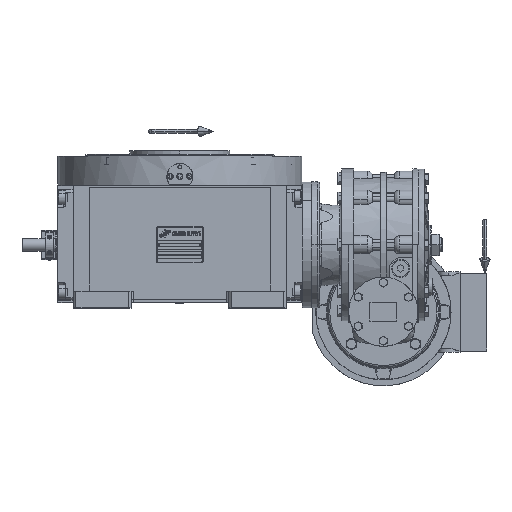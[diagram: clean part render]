
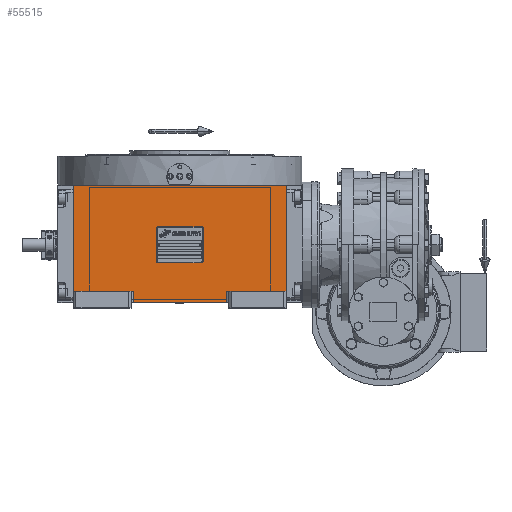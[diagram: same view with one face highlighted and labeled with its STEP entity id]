
A CAD part, top view. The second image highlights one B-rep face of the part: STEP entity #55515.
In plain terms, the highlighted planar face has unit normal (0, 0, 1).
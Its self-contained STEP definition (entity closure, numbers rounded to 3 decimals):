
#5204 = CARTESIAN_POINT ( 'NONE',  ( -135., -59., 226. ) ) ;
#9385 = DIRECTION ( 'NONE',  ( 0., -1., 0. ) ) ;
#9605 = EDGE_CURVE ( 'NONE', #111686, #72539, #110184, .T. ) ;
#10125 = EDGE_LOOP ( 'NONE', ( #74477, #65107, #125623, #103332, #107199, #46153, #17202, #130262 ) ) ;
#12570 = CARTESIAN_POINT ( 'NONE',  ( -135., 75., 226. ) ) ;
#13148 = LINE ( 'NONE', #73630, #101086 ) ;
#17202 = ORIENTED_EDGE ( 'NONE', *, *, #74684, .T. ) ;
#18772 = CARTESIAN_POINT ( 'NONE',  ( 135., -59., 226. ) ) ;
#20160 = CARTESIAN_POINT ( 'NONE',  ( 59., -59., 226. ) ) ;
#26691 = VERTEX_POINT ( 'NONE', #40785 ) ;
#26961 = LINE ( 'NONE', #38323, #122012 ) ;
#27432 = VERTEX_POINT ( 'NONE', #5204 ) ;
#28690 = VECTOR ( 'NONE', #58100, 1000. ) ;
#29444 = DIRECTION ( 'NONE',  ( 0., 1., 0. ) ) ;
#31094 = EDGE_CURVE ( 'NONE', #59421, #75559, #40175, .T. ) ;
#32639 = DIRECTION ( 'NONE',  ( 1., 0., 0. ) ) ;
#38323 = CARTESIAN_POINT ( 'NONE',  ( -59., -73., 226. ) ) ;
#40175 = LINE ( 'NONE', #131553, #68719 ) ;
#40785 = CARTESIAN_POINT ( 'NONE',  ( -59., -73., 226. ) ) ;
#41447 = VECTOR ( 'NONE', #9385, 1000. ) ;
#46153 = ORIENTED_EDGE ( 'NONE', *, *, #108303, .F. ) ;
#46907 = FACE_OUTER_BOUND ( 'NONE', #10125, .T. ) ;
#48546 = VECTOR ( 'NONE', #116335, 1000. ) ;
#54356 = CARTESIAN_POINT ( 'NONE',  ( -135., -73., 226. ) ) ;
#54910 = CARTESIAN_POINT ( 'NONE',  ( 59., -59., 226. ) ) ;
#55515 = ADVANCED_FACE ( 'NONE', ( #46907 ), #118132, .T. ) ;
#58100 = DIRECTION ( 'NONE',  ( 1., 0., 0. ) ) ;
#59421 = VERTEX_POINT ( 'NONE', #18772 ) ;
#61034 = VECTOR ( 'NONE', #66095, 1000. ) ;
#65107 = ORIENTED_EDGE ( 'NONE', *, *, #9605, .F. ) ;
#66095 = DIRECTION ( 'NONE',  ( 1., 0., 0. ) ) ;
#66319 = EDGE_CURVE ( 'NONE', #26691, #72539, #26961, .T. ) ;
#68719 = VECTOR ( 'NONE', #29444, 1000. ) ;
#72539 = VERTEX_POINT ( 'NONE', #128311 ) ;
#73630 = CARTESIAN_POINT ( 'NONE',  ( -59., -73., 226. ) ) ;
#74477 = ORIENTED_EDGE ( 'NONE', *, *, #66319, .T. ) ;
#74684 = EDGE_CURVE ( 'NONE', #27432, #128397, #125897, .T. ) ;
#75370 = CARTESIAN_POINT ( 'NONE',  ( -135., -59., 226. ) ) ;
#75559 = VERTEX_POINT ( 'NONE', #90420 ) ;
#77606 = CARTESIAN_POINT ( 'NONE',  ( 59., -59., 226. ) ) ;
#85007 = DIRECTION ( 'NONE',  ( 0., 1., 0. ) ) ;
#85231 = DIRECTION ( 'NONE',  ( 0., 0., 1. ) ) ;
#85433 = LINE ( 'NONE', #75370, #48546 ) ;
#90309 = EDGE_CURVE ( 'NONE', #111686, #59421, #98404, .T. ) ;
#90420 = CARTESIAN_POINT ( 'NONE',  ( 135., 75., 226. ) ) ;
#92761 = VERTEX_POINT ( 'NONE', #12570 ) ;
#93011 = AXIS2_PLACEMENT_3D ( 'NONE', #54356, #85231, #126194 ) ;
#98404 = LINE ( 'NONE', #77606, #28690 ) ;
#101086 = VECTOR ( 'NONE', #85007, 1000. ) ;
#103332 = ORIENTED_EDGE ( 'NONE', *, *, #31094, .T. ) ;
#105169 = LINE ( 'NONE', #106494, #120321 ) ;
#106494 = CARTESIAN_POINT ( 'NONE',  ( -135., 75., 226. ) ) ;
#107199 = ORIENTED_EDGE ( 'NONE', *, *, #115835, .F. ) ;
#108303 = EDGE_CURVE ( 'NONE', #27432, #92761, #85433, .T. ) ;
#110184 = LINE ( 'NONE', #20160, #41447 ) ;
#111686 = VERTEX_POINT ( 'NONE', #54910 ) ;
#113550 = CARTESIAN_POINT ( 'NONE',  ( -59., -59., 226. ) ) ;
#115180 = CARTESIAN_POINT ( 'NONE',  ( -135., -59., 226. ) ) ;
#115835 = EDGE_CURVE ( 'NONE', #92761, #75559, #105169, .T. ) ;
#115841 = EDGE_CURVE ( 'NONE', #26691, #128397, #13148, .T. ) ;
#116335 = DIRECTION ( 'NONE',  ( 0., 1., 0. ) ) ;
#118132 = PLANE ( 'NONE',  #93011 ) ;
#120321 = VECTOR ( 'NONE', #32639, 1000. ) ;
#122012 = VECTOR ( 'NONE', #131725, 1000. ) ;
#125623 = ORIENTED_EDGE ( 'NONE', *, *, #90309, .T. ) ;
#125897 = LINE ( 'NONE', #115180, #61034 ) ;
#126194 = DIRECTION ( 'NONE',  ( 1., 0., 0. ) ) ;
#128311 = CARTESIAN_POINT ( 'NONE',  ( 59., -73., 226. ) ) ;
#128397 = VERTEX_POINT ( 'NONE', #113550 ) ;
#130262 = ORIENTED_EDGE ( 'NONE', *, *, #115841, .F. ) ;
#131553 = CARTESIAN_POINT ( 'NONE',  ( 135., -59., 226. ) ) ;
#131725 = DIRECTION ( 'NONE',  ( 1., 0., 0. ) ) ;
